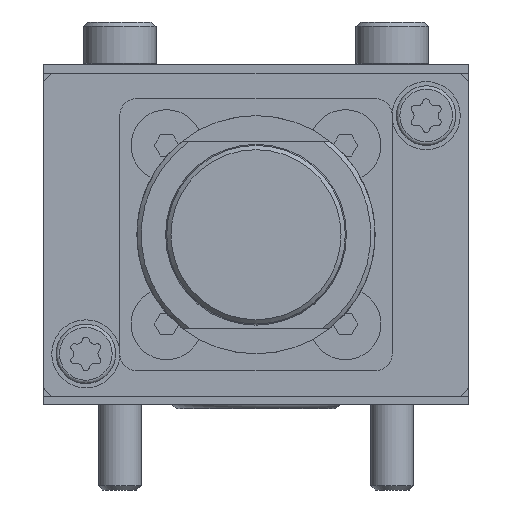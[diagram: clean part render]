
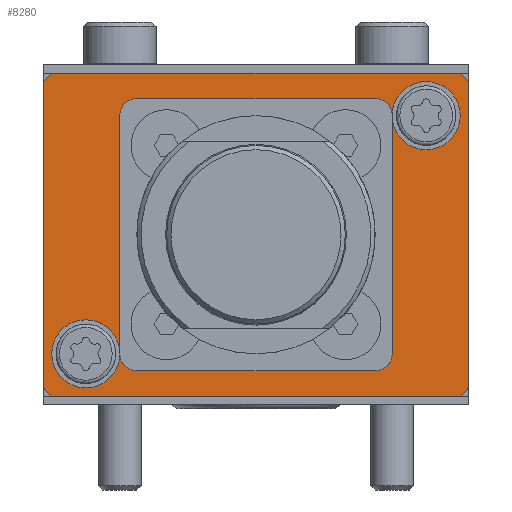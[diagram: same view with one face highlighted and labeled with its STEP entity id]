
A CAD part, front view. The second image highlights one B-rep face of the part: STEP entity #8280.
In plain terms, the highlighted planar face has unit normal (0, -1, 0).
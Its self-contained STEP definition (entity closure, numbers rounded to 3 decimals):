
#310=LINE('',#11927,#823);
#311=LINE('',#11931,#824);
#312=LINE('',#11936,#825);
#313=LINE('',#11940,#826);
#314=LINE('',#11941,#827);
#315=LINE('',#11944,#828);
#316=LINE('',#11946,#829);
#317=LINE('',#11948,#830);
#318=LINE('',#11950,#831);
#319=LINE('',#11952,#832);
#320=LINE('',#11954,#833);
#321=LINE('',#11956,#834);
#823=VECTOR('',#9975,1000.);
#824=VECTOR('',#9978,1000.);
#825=VECTOR('',#9983,1000.);
#826=VECTOR('',#9986,1000.);
#827=VECTOR('',#9987,1000.);
#828=VECTOR('',#9988,1000.);
#829=VECTOR('',#9989,1000.);
#830=VECTOR('',#9990,1000.);
#831=VECTOR('',#9991,1000.);
#832=VECTOR('',#9992,1000.);
#833=VECTOR('',#9993,1000.);
#834=VECTOR('',#9994,1000.);
#1775=ORIENTED_EDGE('',*,*,#3205,.T.);
#1776=ORIENTED_EDGE('',*,*,#3206,.F.);
#1777=ORIENTED_EDGE('',*,*,#3207,.T.);
#1778=ORIENTED_EDGE('',*,*,#3208,.T.);
#1779=ORIENTED_EDGE('',*,*,#3209,.T.);
#1780=ORIENTED_EDGE('',*,*,#3210,.T.);
#1781=ORIENTED_EDGE('',*,*,#3211,.F.);
#1782=ORIENTED_EDGE('',*,*,#3212,.T.);
#1783=ORIENTED_EDGE('',*,*,#3213,.T.);
#1784=ORIENTED_EDGE('',*,*,#3214,.T.);
#1785=ORIENTED_EDGE('',*,*,#3215,.F.);
#1786=ORIENTED_EDGE('',*,*,#3216,.F.);
#1787=ORIENTED_EDGE('',*,*,#3217,.F.);
#1788=ORIENTED_EDGE('',*,*,#3218,.F.);
#1789=ORIENTED_EDGE('',*,*,#3219,.F.);
#1790=ORIENTED_EDGE('',*,*,#3220,.F.);
#1791=ORIENTED_EDGE('',*,*,#3221,.F.);
#1792=ORIENTED_EDGE('',*,*,#3222,.F.);
#3205=EDGE_CURVE('',#3955,#3956,#4366,.T.);
#3206=EDGE_CURVE('',#3956,#3956,#4367,.T.);
#3207=EDGE_CURVE('',#3956,#3957,#310,.T.);
#3208=EDGE_CURVE('',#3957,#3958,#4368,.T.);
#3209=EDGE_CURVE('',#3958,#3959,#311,.T.);
#3210=EDGE_CURVE('',#3959,#3960,#4369,.T.);
#3211=EDGE_CURVE('',#3960,#3960,#4370,.T.);
#3212=EDGE_CURVE('',#3960,#3961,#312,.T.);
#3213=EDGE_CURVE('',#3961,#3962,#4371,.T.);
#3214=EDGE_CURVE('',#3962,#3955,#313,.T.);
#3215=EDGE_CURVE('',#3963,#3964,#314,.T.);
#3216=EDGE_CURVE('',#3965,#3963,#315,.T.);
#3217=EDGE_CURVE('',#3966,#3965,#316,.T.);
#3218=EDGE_CURVE('',#3967,#3966,#317,.T.);
#3219=EDGE_CURVE('',#3968,#3967,#318,.T.);
#3220=EDGE_CURVE('',#3969,#3968,#319,.T.);
#3221=EDGE_CURVE('',#3970,#3969,#320,.T.);
#3222=EDGE_CURVE('',#3964,#3970,#321,.T.);
#3955=VERTEX_POINT('',#11924);
#3956=VERTEX_POINT('',#11925);
#3957=VERTEX_POINT('',#11928);
#3958=VERTEX_POINT('',#11930);
#3959=VERTEX_POINT('',#11932);
#3960=VERTEX_POINT('',#11934);
#3961=VERTEX_POINT('',#11937);
#3962=VERTEX_POINT('',#11939);
#3963=VERTEX_POINT('',#11942);
#3964=VERTEX_POINT('',#11943);
#3965=VERTEX_POINT('',#11945);
#3966=VERTEX_POINT('',#11947);
#3967=VERTEX_POINT('',#11949);
#3968=VERTEX_POINT('',#11951);
#3969=VERTEX_POINT('',#11953);
#3970=VERTEX_POINT('',#11955);
#4366=CIRCLE('',#8851,2.);
#4367=CIRCLE('',#8852,4.);
#4368=CIRCLE('',#8853,2.);
#4369=CIRCLE('',#8854,2.);
#4370=CIRCLE('',#8855,4.);
#4371=CIRCLE('',#8856,2.);
#4683=EDGE_LOOP('',(#1775,#1776,#1777,#1778,#1779,#1780,#1781,#1782,#1783,
#1784));
#4684=EDGE_LOOP('',(#1785,#1786,#1787,#1788,#1789,#1790,#1791,#1792));
#5206=FACE_BOUND('',#4683,.T.);
#5207=FACE_BOUND('',#4684,.T.);
#5648=PLANE('',#8850);
#8280=ADVANCED_FACE('',(#5206,#5207),#5648,.F.);
#8850=AXIS2_PLACEMENT_3D('',#11922,#9969,#9970);
#8851=AXIS2_PLACEMENT_3D('',#11923,#9971,#9972);
#8852=AXIS2_PLACEMENT_3D('',#11926,#9973,#9974);
#8853=AXIS2_PLACEMENT_3D('',#11929,#9976,#9977);
#8854=AXIS2_PLACEMENT_3D('',#11933,#9979,#9980);
#8855=AXIS2_PLACEMENT_3D('',#11935,#9981,#9982);
#8856=AXIS2_PLACEMENT_3D('',#11938,#9984,#9985);
#9969=DIRECTION('',(0.,1.,0.));
#9970=DIRECTION('',(0.,0.,1.));
#9971=DIRECTION('',(0.,1.,0.));
#9972=DIRECTION('',(1.,0.,0.));
#9973=DIRECTION('',(0.,-1.,0.));
#9974=DIRECTION('',(0.,0.,-1.));
#9975=DIRECTION('',(0.,0.,1.));
#9976=DIRECTION('',(0.,1.,0.));
#9977=DIRECTION('',(1.,0.,0.));
#9978=DIRECTION('',(1.,0.,0.));
#9979=DIRECTION('',(0.,1.,0.));
#9980=DIRECTION('',(1.,0.,0.));
#9981=DIRECTION('',(0.,-1.,0.));
#9982=DIRECTION('',(0.,0.,-1.));
#9983=DIRECTION('',(0.,0.,-1.));
#9984=DIRECTION('',(0.,1.,0.));
#9985=DIRECTION('',(1.,0.,0.));
#9986=DIRECTION('',(-1.,0.,0.));
#9987=DIRECTION('',(0.,0.,1.));
#9988=DIRECTION('',(-0.707,0.,0.707));
#9989=DIRECTION('',(-1.,0.,0.));
#9990=DIRECTION('',(-0.707,0.,-0.707));
#9991=DIRECTION('',(0.,0.,-1.));
#9992=DIRECTION('',(0.707,0.,-0.707));
#9993=DIRECTION('',(1.,0.,0.));
#9994=DIRECTION('',(0.707,0.,0.707));
#11922=CARTESIAN_POINT('',(0.,-108.,0.));
#11923=CARTESIAN_POINT('',(-14.,-108.,-14.));
#11924=CARTESIAN_POINT('',(-14.,-108.,-16.));
#11925=CARTESIAN_POINT('',(-16.,-108.,-14.));
#11926=CARTESIAN_POINT('',(-20.,-108.,-14.));
#11927=CARTESIAN_POINT('',(-16.,-108.,-14.));
#11928=CARTESIAN_POINT('',(-16.,-108.,14.));
#11929=CARTESIAN_POINT('',(-14.,-108.,14.));
#11930=CARTESIAN_POINT('',(-14.,-108.,16.));
#11931=CARTESIAN_POINT('',(-14.,-108.,16.));
#11932=CARTESIAN_POINT('',(14.,-108.,16.));
#11933=CARTESIAN_POINT('',(14.,-108.,14.));
#11934=CARTESIAN_POINT('',(16.,-108.,14.));
#11935=CARTESIAN_POINT('',(20.,-108.,14.));
#11936=CARTESIAN_POINT('',(16.,-108.,14.));
#11937=CARTESIAN_POINT('',(16.,-108.,-14.));
#11938=CARTESIAN_POINT('',(14.,-108.,-14.));
#11939=CARTESIAN_POINT('',(14.,-108.,-16.));
#11940=CARTESIAN_POINT('',(14.,-108.,-16.));
#11941=CARTESIAN_POINT('',(-25.,-108.,-18.));
#11942=CARTESIAN_POINT('',(-25.,-108.,-18.));
#11943=CARTESIAN_POINT('',(-25.,-108.,18.));
#11944=CARTESIAN_POINT('',(-24.,-108.,-19.));
#11945=CARTESIAN_POINT('',(-24.,-108.,-19.));
#11946=CARTESIAN_POINT('',(24.,-108.,-19.));
#11947=CARTESIAN_POINT('',(24.,-108.,-19.));
#11948=CARTESIAN_POINT('',(25.,-108.,-18.));
#11949=CARTESIAN_POINT('',(25.,-108.,-18.));
#11950=CARTESIAN_POINT('',(25.,-108.,18.));
#11951=CARTESIAN_POINT('',(25.,-108.,18.));
#11952=CARTESIAN_POINT('',(24.,-108.,19.));
#11953=CARTESIAN_POINT('',(24.,-108.,19.));
#11954=CARTESIAN_POINT('',(-24.,-108.,19.));
#11955=CARTESIAN_POINT('',(-24.,-108.,19.));
#11956=CARTESIAN_POINT('',(-25.,-108.,18.));
